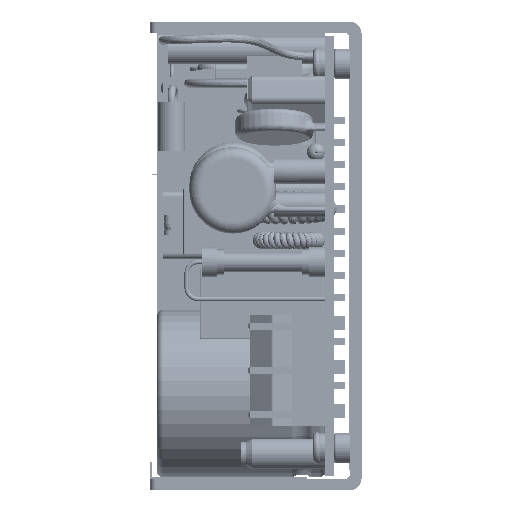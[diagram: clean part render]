
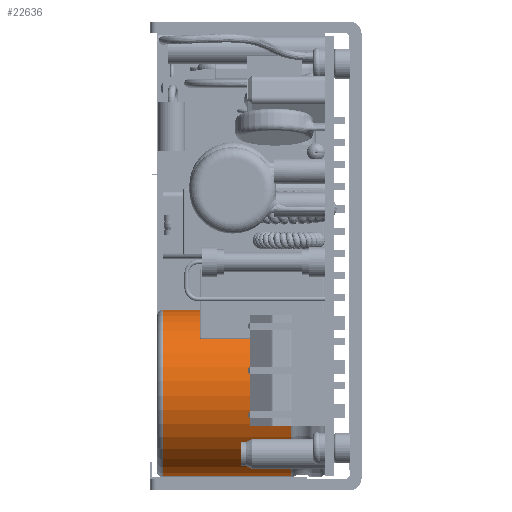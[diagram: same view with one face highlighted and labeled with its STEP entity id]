
A CAD part, left-side view. The second image highlights one B-rep face of the part: STEP entity #22636.
In plain terms, the highlighted cylindrical face has radius 15 mm (diameter 30 mm), a partial arc.
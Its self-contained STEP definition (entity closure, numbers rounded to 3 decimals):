
#22364=DIRECTION('',(0.,1.,0.));
#22365=VECTOR('',#22364,22.968);
#22366=CARTESIAN_POINT('',(-15.,6.032,0.));
#22367=LINE('',#22366,#22365);
#22387=CARTESIAN_POINT('',(0.,6.032,0.));
#22388=DIRECTION('',(0.,1.,0.));
#22389=DIRECTION('',(1.,0.,0.));
#22390=AXIS2_PLACEMENT_3D('',#22387,#22388,#22389);
#22392=DIRECTION('',(0.,1.,0.));
#22393=VECTOR('',#22392,22.968);
#22394=CARTESIAN_POINT('',(15.,6.032,0.));
#22395=LINE('',#22394,#22393);
#22396=CARTESIAN_POINT('',(0.,29.,0.));
#22397=DIRECTION('',(0.,1.,0.));
#22398=DIRECTION('',(1.,0.,0.));
#22399=AXIS2_PLACEMENT_3D('',#22396,#22397,#22398);
#22503=CARTESIAN_POINT('',(-15.,29.,0.));
#22504=CARTESIAN_POINT('',(15.,29.,0.));
#22505=VERTEX_POINT('',#22503);
#22506=VERTEX_POINT('',#22504);
#22523=CARTESIAN_POINT('',(15.,6.032,0.));
#22524=CARTESIAN_POINT('',(-15.,6.032,0.));
#22525=VERTEX_POINT('',#22523);
#22526=VERTEX_POINT('',#22524);
#22623=CARTESIAN_POINT('',(0.,0.,0.));
#22624=DIRECTION('',(0.,1.,0.));
#22625=DIRECTION('',(1.,0.,0.));
#22626=AXIS2_PLACEMENT_3D('',#22623,#22624,#22625);
#22627=CYLINDRICAL_SURFACE('',#22626,15.);
#22629=ORIENTED_EDGE('',*,*,#22628,.F.);
#22630=ORIENTED_EDGE('',*,*,#22605,.T.);
#22632=ORIENTED_EDGE('',*,*,#22631,.T.);
#22633=ORIENTED_EDGE('',*,*,#22601,.F.);
#22634=EDGE_LOOP('',(#22629,#22630,#22632,#22633));
#22635=FACE_OUTER_BOUND('',#22634,.F.);
#22391=CIRCLE('',#22390,15.);
#22400=CIRCLE('',#22399,15.);
#22601=EDGE_CURVE('',#22526,#22505,#22367,.T.);
#22605=EDGE_CURVE('',#22525,#22506,#22395,.T.);
#22628=EDGE_CURVE('',#22525,#22526,#22391,.T.);
#22631=EDGE_CURVE('',#22506,#22505,#22400,.T.);
#22636=ADVANCED_FACE('',(#22635),#22627,.T.);
